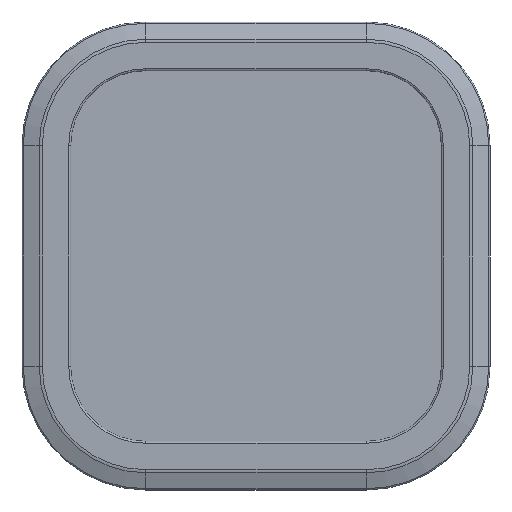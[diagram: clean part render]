
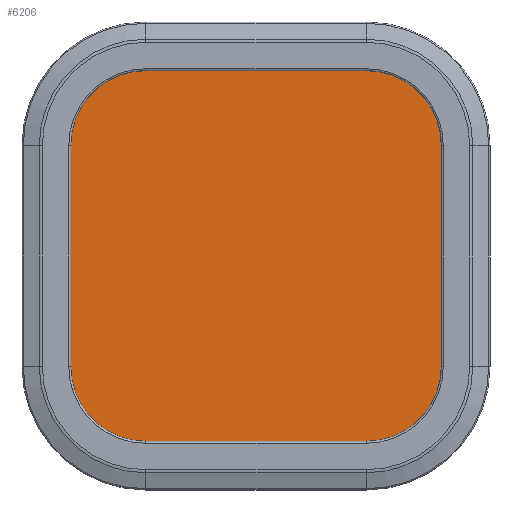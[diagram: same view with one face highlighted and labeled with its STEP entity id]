
A CAD part, left-side view. The second image highlights one B-rep face of the part: STEP entity #6206.
In plain terms, the highlighted face is planar.
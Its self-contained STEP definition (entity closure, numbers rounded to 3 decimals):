
#14 = CARTESIAN_POINT ( 'NONE',  ( -60., 0., -60. ) ) ;
#197 = CARTESIAN_POINT ( 'NONE',  ( -106., 0., -60. ) ) ;
#606 = DIRECTION ( 'NONE',  ( 0., 1., 0. ) ) ;
#892 = DIRECTION ( 'NONE',  ( 0., 0., -1. ) ) ;
#1010 = DIRECTION ( 'NONE',  ( 0., 0., -1. ) ) ;
#1045 = DIRECTION ( 'NONE',  ( 0., 1., 0. ) ) ;
#1423 = DIRECTION ( 'NONE',  ( 0., 0., -1. ) ) ;
#1628 = EDGE_LOOP ( 'NONE', ( #6240, #2292, #1669, #2872, #3456, #7759, #8548, #4904 ) ) ;
#1669 = ORIENTED_EDGE ( 'NONE', *, *, #1952, .F. ) ;
#1673 = DIRECTION ( 'NONE',  ( 1., 0., 0. ) ) ;
#1696 = EDGE_CURVE ( 'NONE', #12415, #3021, #7222, .T. ) ;
#1749 = VERTEX_POINT ( 'NONE', #2744 ) ;
#1952 = EDGE_CURVE ( 'NONE', #3021, #4693, #12646, .T. ) ;
#1995 = VECTOR ( 'NONE', #1673, 1000. ) ;
#2242 = CARTESIAN_POINT ( 'NONE',  ( 60., 0., -106. ) ) ;
#2292 = ORIENTED_EDGE ( 'NONE', *, *, #5289, .F. ) ;
#2744 = CARTESIAN_POINT ( 'NONE',  ( -60., 0., -106. ) ) ;
#2872 = ORIENTED_EDGE ( 'NONE', *, *, #1696, .F. ) ;
#2999 = VECTOR ( 'NONE', #12676, 1000. ) ;
#3021 = VERTEX_POINT ( 'NONE', #10605 ) ;
#3140 = VERTEX_POINT ( 'NONE', #11797 ) ;
#3394 = DIRECTION ( 'NONE',  ( -1., 0., 0. ) ) ;
#3456 = ORIENTED_EDGE ( 'NONE', *, *, #9459, .F. ) ;
#3499 = CARTESIAN_POINT ( 'NONE',  ( 60., 0., -60. ) ) ;
#3900 = CARTESIAN_POINT ( 'NONE',  ( -60., 0., 106. ) ) ;
#3915 = LINE ( 'NONE', #9727, #11458 ) ;
#3982 = AXIS2_PLACEMENT_3D ( 'NONE', #6986, #1045, #7977 ) ;
#4236 = EDGE_CURVE ( 'NONE', #9109, #3140, #5601, .T. ) ;
#4480 = DIRECTION ( 'NONE',  ( 0., -1., 0. ) ) ;
#4603 = CARTESIAN_POINT ( 'NONE',  ( -60., 0., 106. ) ) ;
#4693 = VERTEX_POINT ( 'NONE', #10643 ) ;
#4870 = AXIS2_PLACEMENT_3D ( 'NONE', #3499, #4480, #11407 ) ;
#4904 = ORIENTED_EDGE ( 'NONE', *, *, #8307, .F. ) ;
#5289 = EDGE_CURVE ( 'NONE', #4693, #6910, #3915, .T. ) ;
#5601 = LINE ( 'NONE', #12626, #2999 ) ;
#6008 = AXIS2_PLACEMENT_3D ( 'NONE', #6547, #606, #7533 ) ;
#6206 = ADVANCED_FACE ( 'NONE', ( #11440 ), #9425, .T. ) ;
#6240 = ORIENTED_EDGE ( 'NONE', *, *, #7281, .F. ) ;
#6547 = CARTESIAN_POINT ( 'NONE',  ( 60., 0., 60. ) ) ;
#6831 = DIRECTION ( 'NONE',  ( 0., 1., 0. ) ) ;
#6910 = VERTEX_POINT ( 'NONE', #8439 ) ;
#6957 = DIRECTION ( 'NONE',  ( 0., 1., 0. ) ) ;
#6986 = CARTESIAN_POINT ( 'NONE',  ( 60., 0., -60. ) ) ;
#7222 = LINE ( 'NONE', #4603, #1995 ) ;
#7281 = EDGE_CURVE ( 'NONE', #6910, #10054, #7887, .T. ) ;
#7283 = CARTESIAN_POINT ( 'NONE',  ( -60., 0., -106. ) ) ;
#7523 = VECTOR ( 'NONE', #3394, 1000. ) ;
#7533 = DIRECTION ( 'NONE',  ( 0., 0., -1. ) ) ;
#7759 = ORIENTED_EDGE ( 'NONE', *, *, #4236, .F. ) ;
#7887 = CIRCLE ( 'NONE', #3982, 46. ) ;
#7977 = DIRECTION ( 'NONE',  ( 0., 0., -1. ) ) ;
#8307 = EDGE_CURVE ( 'NONE', #10054, #1749, #10164, .T. ) ;
#8439 = CARTESIAN_POINT ( 'NONE',  ( 106., 0., -60. ) ) ;
#8548 = ORIENTED_EDGE ( 'NONE', *, *, #8703, .F. ) ;
#8703 = EDGE_CURVE ( 'NONE', #1749, #9109, #8780, .T. ) ;
#8780 = CIRCLE ( 'NONE', #9350, 46. ) ;
#9109 = VERTEX_POINT ( 'NONE', #197 ) ;
#9350 = AXIS2_PLACEMENT_3D ( 'NONE', #14, #6957, #1010 ) ;
#9425 = PLANE ( 'NONE',  #4870 ) ;
#9459 = EDGE_CURVE ( 'NONE', #3140, #12415, #11526, .T. ) ;
#9727 = CARTESIAN_POINT ( 'NONE',  ( 106., 0., -60. ) ) ;
#10054 = VERTEX_POINT ( 'NONE', #2242 ) ;
#10164 = LINE ( 'NONE', #7283, #7523 ) ;
#10605 = CARTESIAN_POINT ( 'NONE',  ( 60., 0., 106. ) ) ;
#10643 = CARTESIAN_POINT ( 'NONE',  ( 106., 0., 60. ) ) ;
#10788 = AXIS2_PLACEMENT_3D ( 'NONE', #12756, #6831, #892 ) ;
#11407 = DIRECTION ( 'NONE',  ( 0., 0., -1. ) ) ;
#11440 = FACE_OUTER_BOUND ( 'NONE', #1628, .T. ) ;
#11458 = VECTOR ( 'NONE', #1423, 1000. ) ;
#11526 = CIRCLE ( 'NONE', #10788, 46. ) ;
#11797 = CARTESIAN_POINT ( 'NONE',  ( -106., 0., 60. ) ) ;
#12415 = VERTEX_POINT ( 'NONE', #3900 ) ;
#12626 = CARTESIAN_POINT ( 'NONE',  ( -106., 0., -60. ) ) ;
#12646 = CIRCLE ( 'NONE', #6008, 46. ) ;
#12676 = DIRECTION ( 'NONE',  ( 0., 0., 1. ) ) ;
#12756 = CARTESIAN_POINT ( 'NONE',  ( -60., 0., 60. ) ) ;
